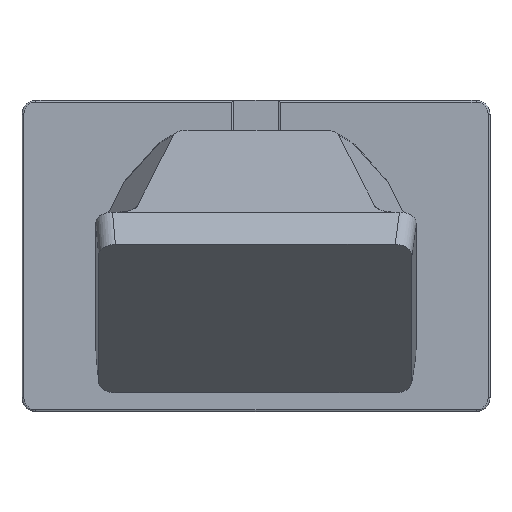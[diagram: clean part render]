
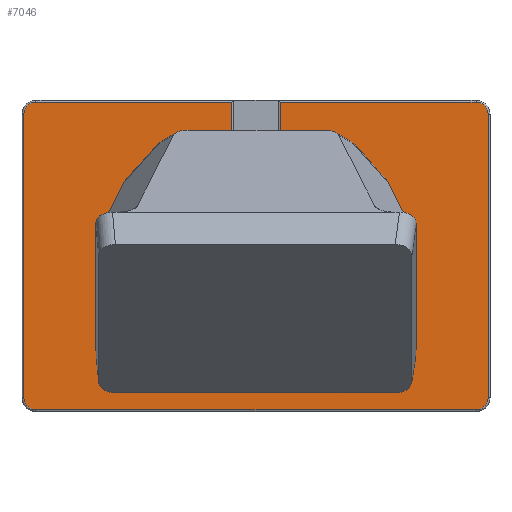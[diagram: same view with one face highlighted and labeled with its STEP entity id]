
A CAD part, top view. The second image highlights one B-rep face of the part: STEP entity #7046.
In plain terms, the highlighted planar face has unit normal (0, 0, 1).
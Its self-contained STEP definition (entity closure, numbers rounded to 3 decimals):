
#133=CIRCLE('',#7518,3.25);
#137=CIRCLE('',#7524,3.25);
#141=CIRCLE('',#7530,3.25);
#145=CIRCLE('',#7536,3.25);
#395=PLANE('',#7599);
#666=FACE_OUTER_BOUND('',#1121,.T.);
#1121=EDGE_LOOP('',(#5078,#5079,#5080,#5081,#5082,#5083,#5084,#5085,#5086,
#5087,#5088,#5089,#5090,#5091,#5092,#5093,#5094,#5095,#5096,#5097,#5098,
#5099,#5100,#5101,#5102,#5103));
#1577=LINE('',#10520,#2222);
#1580=LINE('',#10533,#2225);
#1581=LINE('',#10537,#2226);
#1585=LINE('',#10557,#2230);
#1587=LINE('',#10569,#2232);
#1589=LINE('',#10581,#2234);
#1591=LINE('',#10590,#2236);
#1597=LINE('',#10605,#2242);
#1619=LINE('',#10695,#2264);
#1622=LINE('',#10749,#2267);
#1625=LINE('',#10757,#2270);
#1629=LINE('',#10773,#2274);
#1637=LINE('',#10842,#2282);
#1641=LINE('',#10854,#2286);
#2222=VECTOR('',#8343,10.);
#2225=VECTOR('',#8354,10.);
#2226=VECTOR('',#8359,10.);
#2230=VECTOR('',#8381,10.);
#2232=VECTOR('',#8395,10.);
#2234=VECTOR('',#8409,10.);
#2236=VECTOR('',#8421,10.);
#2242=VECTOR('',#8435,10.);
#2264=VECTOR('',#8501,10.);
#2267=VECTOR('',#8522,10.);
#2270=VECTOR('',#8529,10.);
#2274=VECTOR('',#8541,10.);
#2282=VECTOR('',#8575,10.);
#2286=VECTOR('',#8591,10.);
#2825=B_SPLINE_CURVE_WITH_KNOTS('',3,(#10734,#10735,#10736,#10737,#10738,
#10739),.UNSPECIFIED.,.F.,.F.,(4,2,4),(0.,0.153,0.299),
 .UNSPECIFIED.);
#2828=B_SPLINE_CURVE_WITH_KNOTS('',3,(#10829,#10830,#10831,#10832,#10833,
#10834),.UNSPECIFIED.,.F.,.F.,(4,2,4),(0.,0.145,0.298),
 .UNSPECIFIED.);
#2985=ELLIPSE('',#7567,7.56,5.);
#2987=ELLIPSE('',#7571,20.298,8.);
#2990=ELLIPSE('',#7577,6.399,4.5);
#2993=ELLIPSE('',#7586,7.56,5.);
#2995=ELLIPSE('',#7590,20.298,8.);
#2998=ELLIPSE('',#7597,6.379,4.5);
#3051=VERTEX_POINT('',#10518);
#3052=VERTEX_POINT('',#10519);
#3057=VERTEX_POINT('',#10530);
#3058=VERTEX_POINT('',#10532);
#3059=VERTEX_POINT('',#10536);
#3064=VERTEX_POINT('',#10549);
#3066=VERTEX_POINT('',#10555);
#3068=VERTEX_POINT('',#10561);
#3070=VERTEX_POINT('',#10567);
#3072=VERTEX_POINT('',#10573);
#3074=VERTEX_POINT('',#10579);
#3076=VERTEX_POINT('',#10585);
#3081=VERTEX_POINT('',#10603);
#3103=VERTEX_POINT('',#10694);
#3105=VERTEX_POINT('',#10700);
#3106=VERTEX_POINT('',#10733);
#3107=VERTEX_POINT('',#10742);
#3109=VERTEX_POINT('',#10748);
#3112=VERTEX_POINT('',#10756);
#3114=VERTEX_POINT('',#10762);
#3116=VERTEX_POINT('',#10772);
#3121=VERTEX_POINT('',#10795);
#3122=VERTEX_POINT('',#10828);
#3123=VERTEX_POINT('',#10837);
#3124=VERTEX_POINT('',#10841);
#3126=VERTEX_POINT('',#10850);
#3729=EDGE_CURVE('',#3051,#3052,#1577,.T.);
#3735=EDGE_CURVE('',#3057,#3058,#1580,.T.);
#3737=EDGE_CURVE('',#3058,#3059,#1581,.T.);
#3744=EDGE_CURVE('',#3064,#3057,#133,.T.);
#3747=EDGE_CURVE('',#3066,#3064,#1585,.T.);
#3750=EDGE_CURVE('',#3068,#3066,#137,.T.);
#3753=EDGE_CURVE('',#3070,#3068,#1587,.T.);
#3756=EDGE_CURVE('',#3072,#3070,#141,.T.);
#3759=EDGE_CURVE('',#3074,#3072,#1589,.T.);
#3762=EDGE_CURVE('',#3076,#3074,#145,.T.);
#3764=EDGE_CURVE('',#3052,#3076,#1591,.T.);
#3772=EDGE_CURVE('',#3051,#3081,#1597,.T.);
#3806=EDGE_CURVE('',#3103,#3059,#1619,.T.);
#3809=EDGE_CURVE('',#3081,#3105,#2985,.T.);
#3811=EDGE_CURVE('',#3105,#3106,#2825,.T.);
#3813=EDGE_CURVE('',#3106,#3107,#2987,.T.);
#3816=EDGE_CURVE('',#3107,#3109,#1622,.T.);
#3820=EDGE_CURVE('',#3109,#3112,#1625,.T.);
#3823=EDGE_CURVE('',#3112,#3114,#2990,.T.);
#3827=EDGE_CURVE('',#3114,#3116,#1629,.T.);
#3837=EDGE_CURVE('',#3121,#3103,#2993,.T.);
#3839=EDGE_CURVE('',#3122,#3121,#2828,.T.);
#3841=EDGE_CURVE('',#3123,#3122,#2995,.T.);
#3843=EDGE_CURVE('',#3124,#3123,#1637,.T.);
#3847=EDGE_CURVE('',#3116,#3126,#2998,.T.);
#3849=EDGE_CURVE('',#3126,#3124,#1641,.T.);
#5078=ORIENTED_EDGE('',*,*,#3729,.F.);
#5079=ORIENTED_EDGE('',*,*,#3772,.T.);
#5080=ORIENTED_EDGE('',*,*,#3809,.T.);
#5081=ORIENTED_EDGE('',*,*,#3811,.T.);
#5082=ORIENTED_EDGE('',*,*,#3813,.T.);
#5083=ORIENTED_EDGE('',*,*,#3816,.T.);
#5084=ORIENTED_EDGE('',*,*,#3820,.T.);
#5085=ORIENTED_EDGE('',*,*,#3823,.T.);
#5086=ORIENTED_EDGE('',*,*,#3827,.T.);
#5087=ORIENTED_EDGE('',*,*,#3847,.T.);
#5088=ORIENTED_EDGE('',*,*,#3849,.T.);
#5089=ORIENTED_EDGE('',*,*,#3843,.T.);
#5090=ORIENTED_EDGE('',*,*,#3841,.T.);
#5091=ORIENTED_EDGE('',*,*,#3839,.T.);
#5092=ORIENTED_EDGE('',*,*,#3837,.T.);
#5093=ORIENTED_EDGE('',*,*,#3806,.T.);
#5094=ORIENTED_EDGE('',*,*,#3737,.F.);
#5095=ORIENTED_EDGE('',*,*,#3735,.F.);
#5096=ORIENTED_EDGE('',*,*,#3744,.F.);
#5097=ORIENTED_EDGE('',*,*,#3747,.F.);
#5098=ORIENTED_EDGE('',*,*,#3750,.F.);
#5099=ORIENTED_EDGE('',*,*,#3753,.F.);
#5100=ORIENTED_EDGE('',*,*,#3756,.F.);
#5101=ORIENTED_EDGE('',*,*,#3759,.F.);
#5102=ORIENTED_EDGE('',*,*,#3762,.F.);
#5103=ORIENTED_EDGE('',*,*,#3764,.F.);
#7046=ADVANCED_FACE('',(#666),#395,.T.);
#7518=AXIS2_PLACEMENT_3D('',#10551,#8373,#8374);
#7524=AXIS2_PLACEMENT_3D('',#10563,#8387,#8388);
#7530=AXIS2_PLACEMENT_3D('',#10575,#8401,#8402);
#7536=AXIS2_PLACEMENT_3D('',#10587,#8415,#8416);
#7567=AXIS2_PLACEMENT_3D('',#10701,#8507,#8508);
#7571=AXIS2_PLACEMENT_3D('',#10743,#8515,#8516);
#7577=AXIS2_PLACEMENT_3D('',#10763,#8534,#8535);
#7586=AXIS2_PLACEMENT_3D('',#10796,#8561,#8562);
#7590=AXIS2_PLACEMENT_3D('',#10838,#8569,#8570);
#7597=AXIS2_PLACEMENT_3D('',#10851,#8586,#8587);
#7599=AXIS2_PLACEMENT_3D('',#10855,#8592,#8593);
#8343=DIRECTION('',(0.,1.,0.));
#8354=DIRECTION('',(1.,0.,0.));
#8359=DIRECTION('',(0.,-1.,0.));
#8373=DIRECTION('center_axis',(0.,0.,-1.));
#8374=DIRECTION('ref_axis',(-0.707,0.707,0.));
#8381=DIRECTION('',(0.,1.,0.));
#8387=DIRECTION('center_axis',(0.,0.,-1.));
#8388=DIRECTION('ref_axis',(-0.707,-0.707,0.));
#8395=DIRECTION('',(-1.,0.,0.));
#8401=DIRECTION('center_axis',(0.,0.,-1.));
#8402=DIRECTION('ref_axis',(0.707,-0.707,0.));
#8409=DIRECTION('',(0.,-1.,0.));
#8415=DIRECTION('center_axis',(0.,0.,-1.));
#8416=DIRECTION('ref_axis',(0.707,0.707,0.));
#8421=DIRECTION('',(1.,0.,0.));
#8435=DIRECTION('',(1.,0.,0.));
#8501=DIRECTION('',(1.,0.,0.));
#8507=DIRECTION('center_axis',(0.,0.,-1.));
#8508=DIRECTION('ref_axis',(-0.861,0.509,0.));
#8515=DIRECTION('center_axis',(0.,0.,-1.));
#8516=DIRECTION('ref_axis',(0.67,-0.743,0.));
#8522=DIRECTION('',(0.198,-0.98,0.));
#8529=DIRECTION('',(-0.079,-0.997,0.));
#8534=DIRECTION('center_axis',(0.,0.,-1.));
#8535=DIRECTION('ref_axis',(-0.147,-0.989,0.));
#8541=DIRECTION('',(-1.,0.,0.));
#8561=DIRECTION('center_axis',(0.,0.,-1.));
#8562=DIRECTION('ref_axis',(0.861,0.509,0.));
#8569=DIRECTION('center_axis',(0.,0.,-1.));
#8570=DIRECTION('ref_axis',(-0.67,-0.743,0.));
#8575=DIRECTION('',(0.198,0.98,0.));
#8586=DIRECTION('center_axis',(0.,0.,-1.));
#8587=DIRECTION('ref_axis',(0.098,-0.995,0.));
#8591=DIRECTION('',(-0.053,0.999,0.));
#8592=DIRECTION('center_axis',(0.,0.,1.));
#8593=DIRECTION('ref_axis',(1.,0.,0.));
#10518=CARTESIAN_POINT('',(6.5,31.773,5.));
#10519=CARTESIAN_POINT('',(6.5,41.25,5.));
#10520=CARTESIAN_POINT('',(6.5,20.875,5.));
#10530=CARTESIAN_POINT('',(-59.,41.25,5.));
#10532=CARTESIAN_POINT('',(-6.5,41.25,5.));
#10533=CARTESIAN_POINT('',(-3.,41.25,5.));
#10536=CARTESIAN_POINT('',(-6.5,31.773,5.));
#10537=CARTESIAN_POINT('',(-6.5,10.375,5.));
#10549=CARTESIAN_POINT('',(-62.25,38.,5.));
#10551=CARTESIAN_POINT('Origin',(-59.,38.,5.));
#10555=CARTESIAN_POINT('',(-62.25,-38.,5.));
#10557=CARTESIAN_POINT('',(-62.25,19.,5.));
#10561=CARTESIAN_POINT('',(-59.,-41.25,5.));
#10563=CARTESIAN_POINT('Origin',(-59.,-38.,5.));
#10567=CARTESIAN_POINT('',(59.,-41.25,5.));
#10569=CARTESIAN_POINT('',(-29.5,-41.25,5.));
#10573=CARTESIAN_POINT('',(62.25,-38.,5.));
#10575=CARTESIAN_POINT('Origin',(59.,-38.,5.));
#10579=CARTESIAN_POINT('',(62.25,38.,5.));
#10581=CARTESIAN_POINT('',(62.25,-19.,5.));
#10585=CARTESIAN_POINT('',(59.,41.25,5.));
#10587=CARTESIAN_POINT('Origin',(59.,38.,5.));
#10590=CARTESIAN_POINT('',(29.5,41.25,5.));
#10603=CARTESIAN_POINT('',(21.105,31.773,5.));
#10605=CARTESIAN_POINT('',(0.,31.773,5.));
#10694=CARTESIAN_POINT('',(-21.105,31.773,5.));
#10695=CARTESIAN_POINT('',(0.,31.773,5.));
#10700=CARTESIAN_POINT('',(24.507,31.08,5.));
#10701=CARTESIAN_POINT('Origin',(23.545,26.,5.));
#10733=CARTESIAN_POINT('',(26.931,29.395,5.));
#10734=CARTESIAN_POINT('Ctrl Pts',(24.507,31.08,5.));
#10735=CARTESIAN_POINT('Ctrl Pts',(24.982,30.892,5.));
#10736=CARTESIAN_POINT('Ctrl Pts',(25.433,30.655,5.));
#10737=CARTESIAN_POINT('Ctrl Pts',(26.249,30.084,5.));
#10738=CARTESIAN_POINT('Ctrl Pts',(26.612,29.761,5.));
#10739=CARTESIAN_POINT('Ctrl Pts',(26.931,29.395,5.));
#10742=CARTESIAN_POINT('',(34.651,16.562,5.));
#10743=CARTESIAN_POINT('Origin',(20.415,24.686,5.));
#10748=CARTESIAN_POINT('',(42.963,-24.54,5.));
#10749=CARTESIAN_POINT('',(35.474,12.489,5.));
#10756=CARTESIAN_POINT('',(42.722,-27.569,5.));
#10757=CARTESIAN_POINT('',(44.132,-9.799,5.));
#10762=CARTESIAN_POINT('',(37.729,-33.886,5.));
#10763=CARTESIAN_POINT('Origin',(38.201,-27.522,5.));
#10772=CARTESIAN_POINT('',(-37.981,-33.886,5.));
#10773=CARTESIAN_POINT('',(0.961,-33.886,5.));
#10795=CARTESIAN_POINT('',(-24.508,31.08,5.));
#10796=CARTESIAN_POINT('Origin',(-23.546,26.,5.));
#10828=CARTESIAN_POINT('',(-26.931,29.395,5.));
#10829=CARTESIAN_POINT('Ctrl Pts',(-26.931,29.395,5.));
#10830=CARTESIAN_POINT('Ctrl Pts',(-26.613,29.76,5.));
#10831=CARTESIAN_POINT('Ctrl Pts',(-26.252,30.082,5.));
#10832=CARTESIAN_POINT('Ctrl Pts',(-25.436,30.653,5.));
#10833=CARTESIAN_POINT('Ctrl Pts',(-24.984,30.891,5.));
#10834=CARTESIAN_POINT('Ctrl Pts',(-24.508,31.08,5.));
#10837=CARTESIAN_POINT('',(-34.651,16.562,5.));
#10838=CARTESIAN_POINT('Origin',(-20.415,24.686,5.));
#10841=CARTESIAN_POINT('',(-42.963,-24.54,5.));
#10842=CARTESIAN_POINT('',(-35.475,12.489,5.));
#10850=CARTESIAN_POINT('',(-42.804,-27.553,5.));
#10851=CARTESIAN_POINT('Origin',(-38.294,-27.522,5.));
#10854=CARTESIAN_POINT('',(-43.763,-9.373,5.));
#10855=CARTESIAN_POINT('Origin',(0.,0.,5.));
